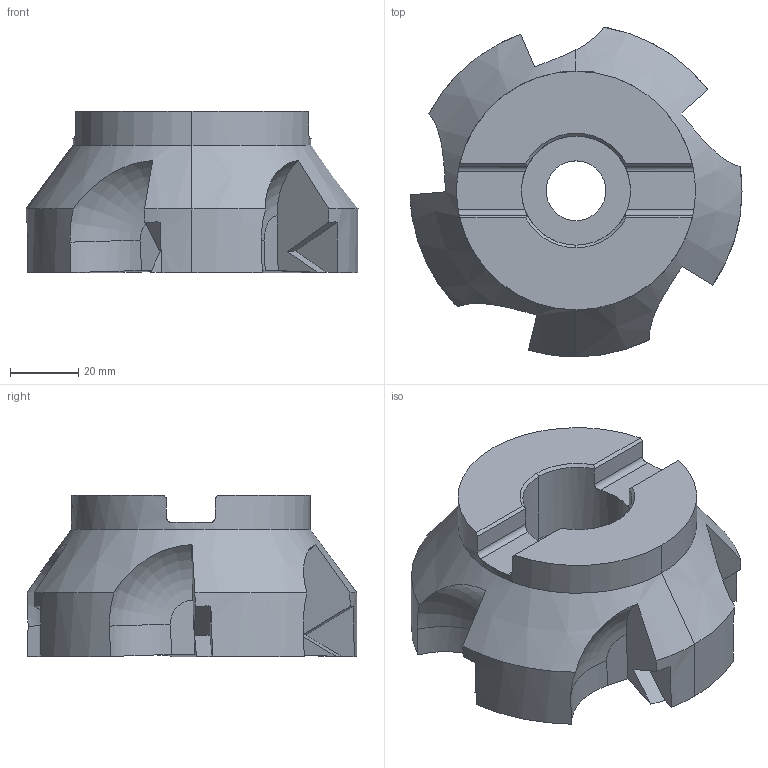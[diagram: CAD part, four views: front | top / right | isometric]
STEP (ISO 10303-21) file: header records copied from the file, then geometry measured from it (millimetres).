
FILE_DESCRIPTION(('no description'),'unknown implementation level');
FILE_NAME('soliddg6U6AkhnoTnywI2R_qkXyLpmF8_1.STP',' ',('CIM GmbH Aachen'),('CADClick - KiM GmbH - www.kimweb.de'),'unknown preprocess','ACIS','unknown authorization');
FILE_SCHEMA(('automotive_design'));
Length unit declared in the file: millimetre
Products named in the file (1): 1
Bounding box: 97.37 x 96.69 x 47.38 mm (x, y, z)
Volume: 199644.9 mm3; surface area: 30162.1 mm2
Topology: 1 solids, 1 shells, 96 faces, 272 edges, 178 vertices
Faces by surface type: plane 51, cylinder 32, cone 8, torus 5
Entity records: 6933 total; most frequent: CARTESIAN_POINT 1446, STYLED_ITEM 547, PRESENTATION_STYLE_ASSIGNMENT 547, COLOUR_RGB 547, ORIENTED_EDGE 544, DIRECTION 511, EDGE_CURVE 272, CURVE_STYLE 272
